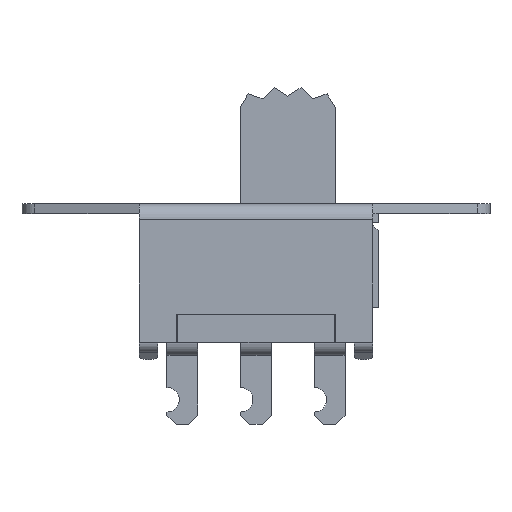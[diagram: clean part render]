
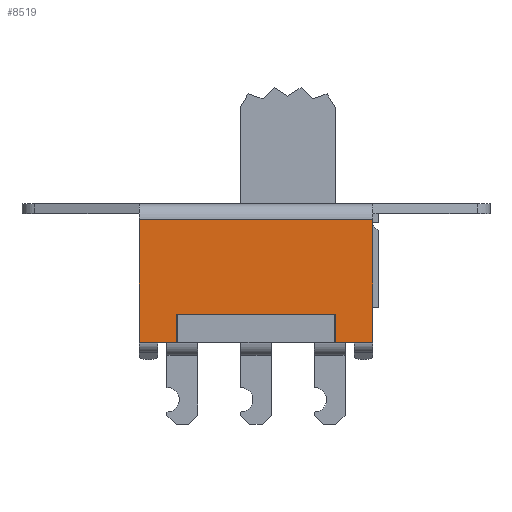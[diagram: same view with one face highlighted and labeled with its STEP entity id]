
A CAD part, top view. The second image highlights one B-rep face of the part: STEP entity #8519.
In plain terms, the highlighted planar face has unit normal (0, 0, 1).
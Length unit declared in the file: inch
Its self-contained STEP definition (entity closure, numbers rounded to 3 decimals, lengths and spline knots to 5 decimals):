
#684=FACE_OUTER_BOUND('',#1096,.T.);
#1096=EDGE_LOOP('',(#7290,#7291,#7292,#7293,#7294,#7295,#7296,#7297,#7298,
#7299));
#1947=LINE('',#13334,#2930);
#2036=LINE('',#13552,#3019);
#2050=LINE('',#13603,#3033);
#2079=LINE('',#13674,#3062);
#2080=LINE('',#13677,#3063);
#2081=LINE('',#13679,#3064);
#2082=LINE('',#13681,#3065);
#2083=LINE('',#13683,#3066);
#2084=LINE('',#13684,#3067);
#2085=LINE('',#13685,#3068);
#2930=VECTOR('',#10860,0.3937);
#3019=VECTOR('',#11069,0.3937);
#3033=VECTOR('',#11115,0.3937);
#3062=VECTOR('',#11182,0.3937);
#3063=VECTOR('',#11185,0.3937);
#3064=VECTOR('',#11186,0.3937);
#3065=VECTOR('',#11187,0.3937);
#3066=VECTOR('',#11188,0.3937);
#3067=VECTOR('',#11189,0.3937);
#3068=VECTOR('',#11190,0.3937);
#3759=VERTEX_POINT('',#13331);
#3760=VERTEX_POINT('',#13333);
#3828=VERTEX_POINT('',#13549);
#3829=VERTEX_POINT('',#13551);
#3864=VERTEX_POINT('',#13640);
#3873=VERTEX_POINT('',#13670);
#3874=VERTEX_POINT('',#13676);
#3875=VERTEX_POINT('',#13678);
#3876=VERTEX_POINT('',#13680);
#3877=VERTEX_POINT('',#13682);
#4857=EDGE_CURVE('',#3760,#3759,#1947,.T.);
#4968=EDGE_CURVE('',#3829,#3828,#2036,.T.);
#4995=EDGE_CURVE('',#3829,#3759,#2050,.T.);
#5032=EDGE_CURVE('',#3864,#3828,#2079,.T.);
#5033=EDGE_CURVE('',#3864,#3874,#2080,.T.);
#5034=EDGE_CURVE('',#3874,#3875,#2081,.T.);
#5035=EDGE_CURVE('',#3875,#3876,#2082,.T.);
#5036=EDGE_CURVE('',#3876,#3877,#2083,.T.);
#5037=EDGE_CURVE('',#3877,#3873,#2084,.T.);
#5038=EDGE_CURVE('',#3760,#3873,#2085,.T.);
#7290=ORIENTED_EDGE('',*,*,#4995,.F.);
#7291=ORIENTED_EDGE('',*,*,#4968,.T.);
#7292=ORIENTED_EDGE('',*,*,#5032,.F.);
#7293=ORIENTED_EDGE('',*,*,#5033,.T.);
#7294=ORIENTED_EDGE('',*,*,#5034,.T.);
#7295=ORIENTED_EDGE('',*,*,#5035,.T.);
#7296=ORIENTED_EDGE('',*,*,#5036,.T.);
#7297=ORIENTED_EDGE('',*,*,#5037,.T.);
#7298=ORIENTED_EDGE('',*,*,#5038,.F.);
#7299=ORIENTED_EDGE('',*,*,#4857,.T.);
#7761=PLANE('',#9117);
#8519=ADVANCED_FACE('',(#684),#7761,.T.);
#9117=AXIS2_PLACEMENT_3D('',#13675,#11183,#11184);
#10860=DIRECTION('',(0.,1.,0.));
#11069=DIRECTION('',(0.,-1.,0.));
#11115=DIRECTION('',(1.,0.,0.));
#11182=DIRECTION('',(-1.,0.,0.));
#11183=DIRECTION('center_axis',(0.,0.,1.));
#11184=DIRECTION('ref_axis',(1.,0.,0.));
#11185=DIRECTION('',(1.,0.,0.));
#11186=DIRECTION('',(0.,1.,0.));
#11187=DIRECTION('',(1.,0.,0.));
#11188=DIRECTION('',(0.,-1.,0.));
#11189=DIRECTION('',(1.,0.,0.));
#11190=DIRECTION('',(-1.,0.,0.));
#13331=CARTESIAN_POINT('',(0.19,0.1145,0.156));
#13333=CARTESIAN_POINT('',(0.19,-0.0855,0.156));
#13334=CARTESIAN_POINT('',(0.19,0.1405,0.156));
#13549=CARTESIAN_POINT('',(-0.19,-0.0855,0.156));
#13551=CARTESIAN_POINT('',(-0.19,0.1145,0.156));
#13552=CARTESIAN_POINT('',(-0.19,0.1405,0.156));
#13603=CARTESIAN_POINT('',(0.,0.1145,0.156));
#13640=CARTESIAN_POINT('',(-0.16,-0.0855,0.156));
#13670=CARTESIAN_POINT('',(0.16,-0.0855,0.156));
#13674=CARTESIAN_POINT('',(0.,-0.0855,0.156));
#13675=CARTESIAN_POINT('Origin',(0.,-0.1405,0.156));
#13676=CARTESIAN_POINT('',(-0.13,-0.0855,0.156));
#13677=CARTESIAN_POINT('',(-0.065,-0.0855,0.156));
#13678=CARTESIAN_POINT('',(-0.13,-0.0405,0.156));
#13679=CARTESIAN_POINT('',(-0.13,-0.0905,0.156));
#13680=CARTESIAN_POINT('',(0.13,-0.0405,0.156));
#13681=CARTESIAN_POINT('',(0.065,-0.0405,0.156));
#13682=CARTESIAN_POINT('',(0.13,-0.0855,0.156));
#13683=CARTESIAN_POINT('',(0.13,-0.113,0.156));
#13684=CARTESIAN_POINT('',(0.08,-0.0855,0.156));
#13685=CARTESIAN_POINT('',(0.,-0.0855,0.156));
